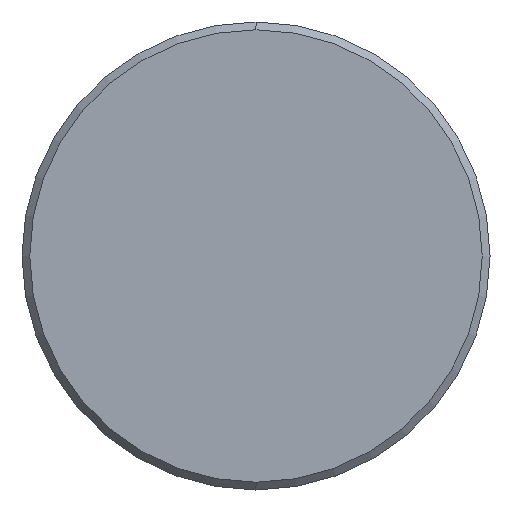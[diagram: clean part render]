
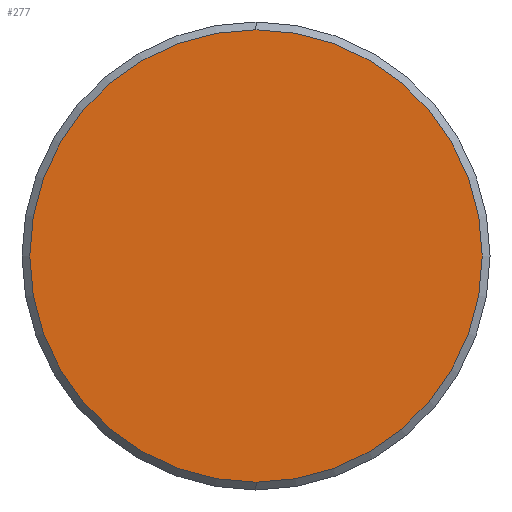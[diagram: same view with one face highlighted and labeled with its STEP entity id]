
A CAD part, left-side view. The second image highlights one B-rep face of the part: STEP entity #277.
In plain terms, the highlighted planar face has unit normal (-1, 0, 0).
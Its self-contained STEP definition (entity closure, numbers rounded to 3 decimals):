
#4 = CARTESIAN_POINT ( 'NONE',  ( 0., 0., 0. ) ) ;
#15 = CIRCLE ( 'NONE', #273, 29. ) ;
#28 = CARTESIAN_POINT ( 'NONE',  ( 0., 0., 29. ) ) ;
#75 = VERTEX_POINT ( 'NONE', #28 ) ;
#81 = DIRECTION ( 'NONE',  ( -1., 0., 0. ) ) ;
#127 = AXIS2_PLACEMENT_3D ( 'NONE', #330, #268, #187 ) ;
#152 = ORIENTED_EDGE ( 'NONE', *, *, #168, .T. ) ;
#156 = DIRECTION ( 'NONE',  ( 0., 0., -1. ) ) ;
#168 = EDGE_CURVE ( 'NONE', #75, #326, #15, .T. ) ;
#185 = FACE_OUTER_BOUND ( 'NONE', #298, .T. ) ;
#187 = DIRECTION ( 'NONE',  ( 0., 0., -1. ) ) ;
#194 = CIRCLE ( 'NONE', #437, 29. ) ;
#225 = DIRECTION ( 'NONE',  ( 0., 0., -1. ) ) ;
#268 = DIRECTION ( 'NONE',  ( 1., 0., 0. ) ) ;
#273 = AXIS2_PLACEMENT_3D ( 'NONE', #4, #81, #225 ) ;
#277 = ADVANCED_FACE ( 'NONE', ( #185 ), #366, .F. ) ;
#298 = EDGE_LOOP ( 'NONE', ( #331, #152 ) ) ;
#321 = EDGE_CURVE ( 'NONE', #326, #75, #194, .T. ) ;
#326 = VERTEX_POINT ( 'NONE', #451 ) ;
#330 = CARTESIAN_POINT ( 'NONE',  ( 0., 0., 0. ) ) ;
#331 = ORIENTED_EDGE ( 'NONE', *, *, #321, .T. ) ;
#336 = DIRECTION ( 'NONE',  ( -1., 0., 0. ) ) ;
#366 = PLANE ( 'NONE',  #127 ) ;
#413 = CARTESIAN_POINT ( 'NONE',  ( 0., 0., 0. ) ) ;
#437 = AXIS2_PLACEMENT_3D ( 'NONE', #413, #336, #156 ) ;
#451 = CARTESIAN_POINT ( 'NONE',  ( 0., 0., -29. ) ) ;
